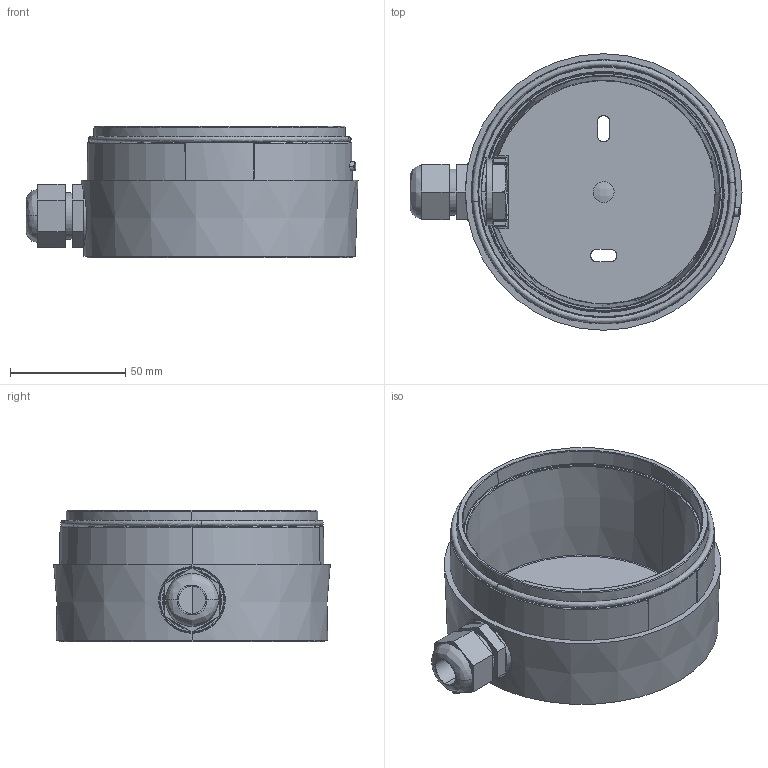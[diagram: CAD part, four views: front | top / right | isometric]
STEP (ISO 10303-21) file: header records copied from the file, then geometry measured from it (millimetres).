
FILE_DESCRIPTION (( 'STEP AP203' ), '1' );
FILE_NAME ('26270002.step', '2020-08-20T17:44:54', ( '' ), ( '' ), 'SwSTEP 2.0', 'SolidWorks 2019', '' );
FILE_SCHEMA (( 'CONFIG_CONTROL_DESIGN' ));
Length unit declared in the file: inch
Products named in the file (1): 26270002
Bounding box: 144 x 120 x 57.2 mm (x, y, z)
Volume: 197822 mm3; surface area: 83925.3 mm2
Topology: 1 solids, 1 shells, 248 faces, 631 edges, 395 vertices
Faces by surface type: bspline 84, plane 77, cylinder 45, cone 42
Entity records: 44269 total; most frequent: CARTESIAN_POINT 38883, ORIENTED_EDGE 1246, DIRECTION 896, EDGE_CURVE 623, VERTEX_POINT 395, AXIS2_PLACEMENT_3D 337, EDGE_LOOP 278, ADVANCED_FACE 248
